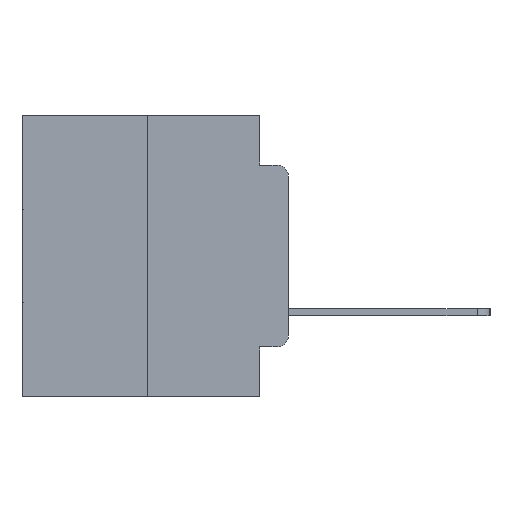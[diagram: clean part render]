
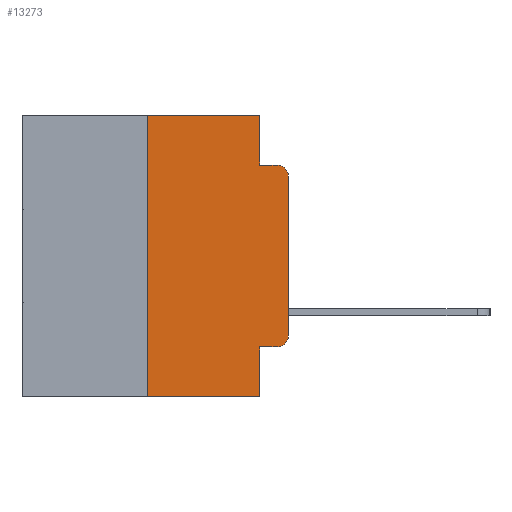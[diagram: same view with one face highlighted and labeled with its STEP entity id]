
A CAD part, left-side view. The second image highlights one B-rep face of the part: STEP entity #13273.
In plain terms, the highlighted planar face has unit normal (-1, 0, 0).
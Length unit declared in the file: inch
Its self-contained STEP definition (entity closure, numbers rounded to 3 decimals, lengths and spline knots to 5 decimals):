
#374 = DIRECTION ( 'NONE',  ( 0., -1., 0. ) ) ;
#420 = DIRECTION ( 'NONE',  ( 0., 0., 1. ) ) ;
#509 = AXIS2_PLACEMENT_3D ( 'NONE', #27285, #14910, #1777 ) ;
#585 = CARTESIAN_POINT ( 'NONE',  ( 0., 0., 0. ) ) ;
#852 = ORIENTED_EDGE ( 'NONE', *, *, #3076, .T. ) ;
#1048 = CIRCLE ( 'NONE', #26604, 0.02 ) ;
#1088 = CARTESIAN_POINT ( 'NONE',  ( 0., 0.02, -0.3915 ) ) ;
#1608 = EDGE_CURVE ( 'NONE', #12451, #10327, #26505, .T. ) ;
#1777 = DIRECTION ( 'NONE',  ( 0., 0., -1. ) ) ;
#2621 = CARTESIAN_POINT ( 'NONE',  ( 0., 0.051, -0.0885 ) ) ;
#3076 = EDGE_CURVE ( 'NONE', #12114, #10327, #17439, .T. ) ;
#3316 = DIRECTION ( 'NONE',  ( 0., 0., -1. ) ) ;
#3843 = VECTOR ( 'NONE', #10173, 39.37008 ) ;
#3875 = VECTOR ( 'NONE', #5264, 39.37008 ) ;
#4091 = VECTOR ( 'NONE', #15753, 39.37008 ) ;
#4395 = EDGE_CURVE ( 'NONE', #5192, #16765, #8610, .T. ) ;
#4559 = EDGE_CURVE ( 'NONE', #25531, #12114, #16046, .T. ) ;
#4756 = CARTESIAN_POINT ( 'NONE',  ( 0., 0.051, -0.4115 ) ) ;
#4827 = EDGE_LOOP ( 'NONE', ( #11864, #852, #24399, #25035, #20182, #15252, #26283, #10884, #16586, #12235 ) ) ;
#5192 = VERTEX_POINT ( 'NONE', #11364 ) ;
#5264 = DIRECTION ( 'NONE',  ( 0., 0., 1. ) ) ;
#5909 = CARTESIAN_POINT ( 'NONE',  ( 0., 0.02, -0.0885 ) ) ;
#7499 = CARTESIAN_POINT ( 'NONE',  ( 0., 0.051, 0. ) ) ;
#7921 = CARTESIAN_POINT ( 'NONE',  ( 0., 0.051, 0. ) ) ;
#8487 = EDGE_CURVE ( 'NONE', #24188, #13398, #15865, .T. ) ;
#8610 = LINE ( 'NONE', #15665, #4091 ) ;
#9207 = CARTESIAN_POINT ( 'NONE',  ( 0., 0.051, -0.0885 ) ) ;
#10145 = DIRECTION ( 'NONE',  ( 0., 0., -1. ) ) ;
#10146 = VECTOR ( 'NONE', #374, 39.37008 ) ;
#10173 = DIRECTION ( 'NONE',  ( 0., -1., 0. ) ) ;
#10327 = VERTEX_POINT ( 'NONE', #5909 ) ;
#10776 = CARTESIAN_POINT ( 'NONE',  ( 0., 0.051, -0.4115 ) ) ;
#10884 = ORIENTED_EDGE ( 'NONE', *, *, #23786, .F. ) ;
#11364 = CARTESIAN_POINT ( 'NONE',  ( 0., 0.25, 0. ) ) ;
#11864 = ORIENTED_EDGE ( 'NONE', *, *, #4559, .T. ) ;
#12092 = CARTESIAN_POINT ( 'NONE',  ( 0., 0.051, 0. ) ) ;
#12114 = VERTEX_POINT ( 'NONE', #25014 ) ;
#12235 = ORIENTED_EDGE ( 'NONE', *, *, #19618, .T. ) ;
#12252 = DIRECTION ( 'NONE',  ( 0., 0., -1. ) ) ;
#12272 = DIRECTION ( 'NONE',  ( -1., 0., 0. ) ) ;
#12451 = VERTEX_POINT ( 'NONE', #9207 ) ;
#12742 = PLANE ( 'NONE',  #509 ) ;
#13273 = ADVANCED_FACE ( 'NONE', ( #18524 ), #12742, .F. ) ;
#13398 = VERTEX_POINT ( 'NONE', #27640 ) ;
#13656 = LINE ( 'NONE', #10776, #24182 ) ;
#14910 = DIRECTION ( 'NONE',  ( 1., 0., 0. ) ) ;
#15252 = ORIENTED_EDGE ( 'NONE', *, *, #25135, .F. ) ;
#15271 = VERTEX_POINT ( 'NONE', #4756 ) ;
#15665 = CARTESIAN_POINT ( 'NONE',  ( 0., 0.473, 0. ) ) ;
#15716 = CARTESIAN_POINT ( 'NONE',  ( 0., 0.473, -0.5 ) ) ;
#15731 = AXIS2_PLACEMENT_3D ( 'NONE', #25296, #12272, #12252 ) ;
#15753 = DIRECTION ( 'NONE',  ( 0., -1., 0. ) ) ;
#15865 = LINE ( 'NONE', #15716, #10146 ) ;
#16046 = LINE ( 'NONE', #585, #16702 ) ;
#16145 = CARTESIAN_POINT ( 'NONE',  ( 0., 0.25, 0. ) ) ;
#16388 = DIRECTION ( 'NONE',  ( -1., 0., 0. ) ) ;
#16586 = ORIENTED_EDGE ( 'NONE', *, *, #20966, .T. ) ;
#16702 = VECTOR ( 'NONE', #420, 39.37008 ) ;
#16765 = VERTEX_POINT ( 'NONE', #12092 ) ;
#17439 = CIRCLE ( 'NONE', #15731, 0.02 ) ;
#18524 = FACE_OUTER_BOUND ( 'NONE', #4827, .T. ) ;
#19618 = EDGE_CURVE ( 'NONE', #21463, #25531, #1048, .T. ) ;
#20182 = ORIENTED_EDGE ( 'NONE', *, *, #4395, .F. ) ;
#20337 = DIRECTION ( 'NONE',  ( 0., 0., -1. ) ) ;
#20439 = LINE ( 'NONE', #16145, #3875 ) ;
#20966 = EDGE_CURVE ( 'NONE', #15271, #21463, #13656, .T. ) ;
#20998 = VECTOR ( 'NONE', #10145, 39.37008 ) ;
#21463 = VERTEX_POINT ( 'NONE', #22745 ) ;
#21676 = CARTESIAN_POINT ( 'NONE',  ( 0., 0., -0.3915 ) ) ;
#22745 = CARTESIAN_POINT ( 'NONE',  ( 0., 0.02, -0.4115 ) ) ;
#23239 = CARTESIAN_POINT ( 'NONE',  ( 0., 0.25, -0.5 ) ) ;
#23786 = EDGE_CURVE ( 'NONE', #15271, #13398, #24428, .T. ) ;
#23789 = VECTOR ( 'NONE', #20337, 39.37008 ) ;
#24182 = VECTOR ( 'NONE', #27384, 39.37008 ) ;
#24188 = VERTEX_POINT ( 'NONE', #23239 ) ;
#24399 = ORIENTED_EDGE ( 'NONE', *, *, #1608, .F. ) ;
#24428 = LINE ( 'NONE', #7499, #23789 ) ;
#25014 = CARTESIAN_POINT ( 'NONE',  ( 0., 0., -0.1085 ) ) ;
#25035 = ORIENTED_EDGE ( 'NONE', *, *, #26474, .F. ) ;
#25135 = EDGE_CURVE ( 'NONE', #24188, #5192, #20439, .T. ) ;
#25296 = CARTESIAN_POINT ( 'NONE',  ( 0., 0.02, -0.1085 ) ) ;
#25531 = VERTEX_POINT ( 'NONE', #21676 ) ;
#25844 = LINE ( 'NONE', #7921, #20998 ) ;
#26283 = ORIENTED_EDGE ( 'NONE', *, *, #8487, .T. ) ;
#26474 = EDGE_CURVE ( 'NONE', #16765, #12451, #25844, .T. ) ;
#26505 = LINE ( 'NONE', #2621, #3843 ) ;
#26604 = AXIS2_PLACEMENT_3D ( 'NONE', #1088, #16388, #3316 ) ;
#27285 = CARTESIAN_POINT ( 'NONE',  ( 0., 0.473, 0. ) ) ;
#27384 = DIRECTION ( 'NONE',  ( 0., -1., 0. ) ) ;
#27640 = CARTESIAN_POINT ( 'NONE',  ( 0., 0.051, -0.5 ) ) ;
